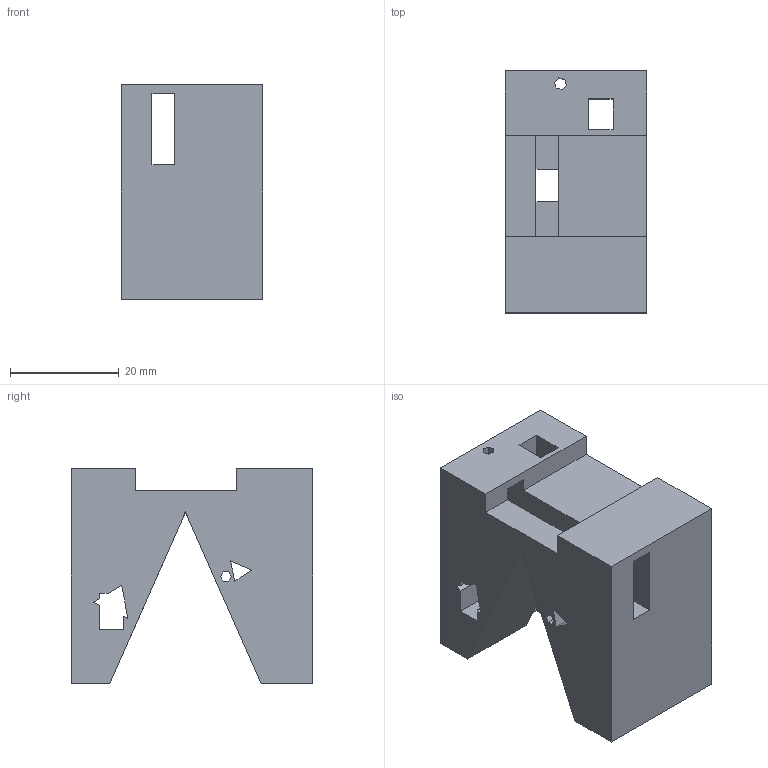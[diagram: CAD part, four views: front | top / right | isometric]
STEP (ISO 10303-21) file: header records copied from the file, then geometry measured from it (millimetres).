
FILE_DESCRIPTION(('Open CASCADE Model'),'2;1');
FILE_NAME('Open CASCADE Shape Model','2021-05-10T13:35:22',('Author'),( 'Open CASCADE'),'Open CASCADE STEP processor 7.4','Open CASCADE 7.4' ,'Unknown');
FILE_SCHEMA(('AUTOMOTIVE_DESIGN { 1 0 10303 214 1 1 1 1 }'));
Length unit declared in the file: millimetre
Products named in the file (1): Open CASCADE STEP translator 7.4 607
Bounding box: 26.05 x 44.4 x 39.45 mm (x, y, z)
Volume: 28085.9 mm3; surface area: 10898.6 mm2
Topology: 1 solids, 1 shells, 66 faces, 219 edges, 146 vertices
Faces by surface type: plane 66
Entity records: 5038 total; most frequent: CARTESIAN_POINT 1072, DIRECTION 589, LINE 455, VECTOR 455, ORIENTED_EDGE 438, PCURVE 438, DEFINITIONAL_REPRESENTATION 438, EDGE_CURVE 219
